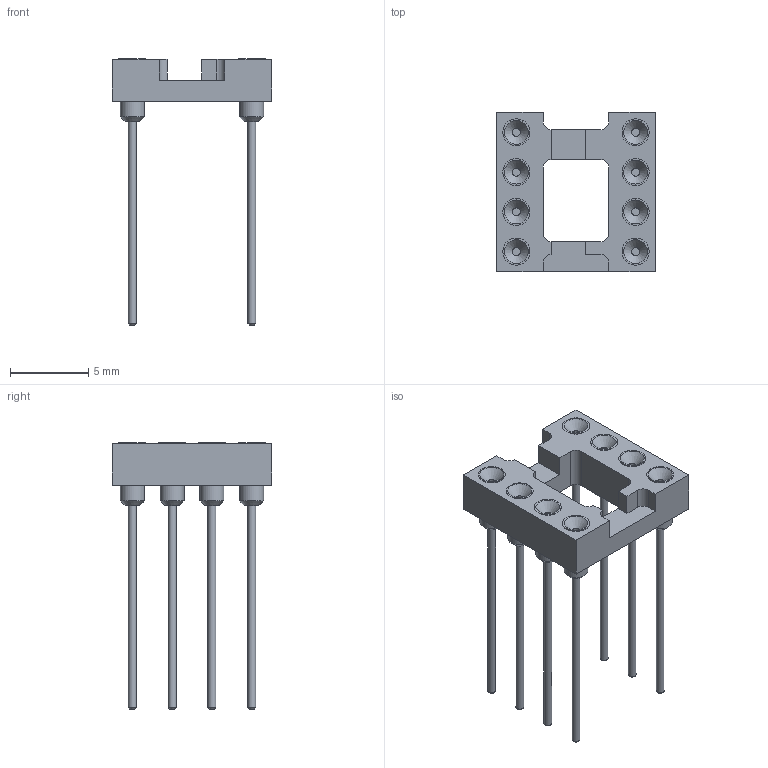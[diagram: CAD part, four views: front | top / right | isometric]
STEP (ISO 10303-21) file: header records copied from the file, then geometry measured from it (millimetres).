
FILE_DESCRIPTION(/* description */ (''),/* implementation_level */ '2;1');
FILE_NAME(/* name */ 'DIP-8_W7.62mm_Socket_Wire_Wrap.step',/* time_stamp */ '2024-02-09T10:01:56+11:00',/* author */ (''),/* organization */ (''),/* preprocessor_version */ 'ST-DEVELOPER v20',/* originating_system */ 'Autodesk Translation Framework v12.20.1.177',/* authorisation */ '');
FILE_SCHEMA (('AUTOMOTIVE_DESIGN { 1 0 10303 214 3 1 1 }'));
Length unit declared in the file: millimetre
Products named in the file (1): DIP-8_W7.62mm_Socket_Wire_Wrap
Bounding box: 10.16 x 10.16 x 17.01 mm (x, y, z)
Volume: 223.5 mm3; surface area: 555.4 mm2
Topology: 1 solids, 1 shells, 128 faces, 242 edges, 155 vertices
Faces by surface type: plane 64, cylinder 40, cone 24
Full cylindrical faces by diameter (mm): 0.508 x16, 1.524 x8, 1.724 x8
Entity records: 3405 total; most frequent: DIRECTION 612, CARTESIAN_POINT 526, ORIENTED_EDGE 484, EDGE_CURVE 242, AXIS2_PLACEMENT_3D 241, EDGE_LOOP 169, VERTEX_POINT 155, LINE 130
